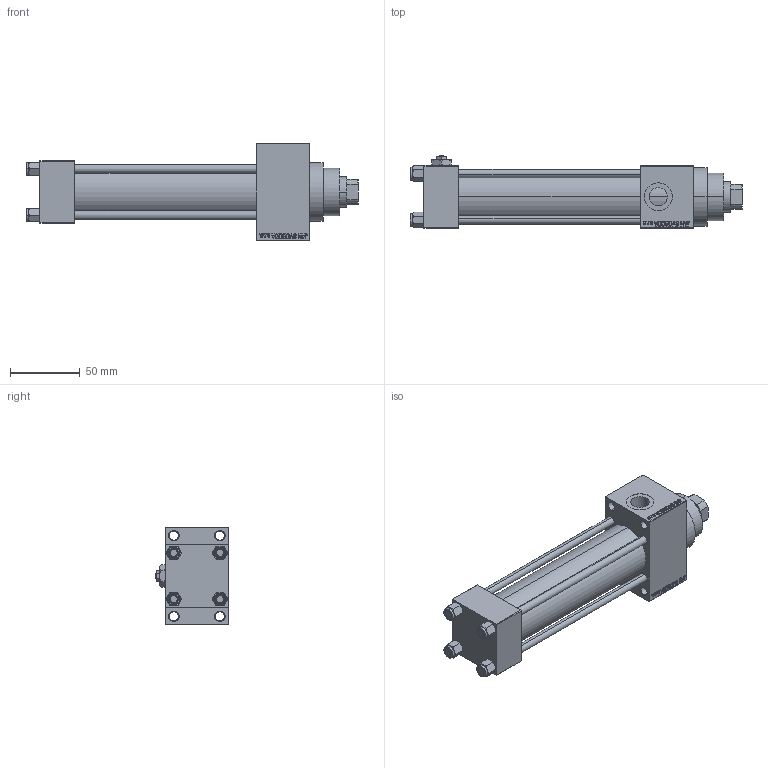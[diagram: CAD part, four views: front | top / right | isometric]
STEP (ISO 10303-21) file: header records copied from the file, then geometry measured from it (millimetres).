
FILE_DESCRIPTION (( 'STEP AP203' ), '1' );
FILE_NAME ('d533.STEP', '2023-08-22T23:07:20', ( '' ), ( '' ), 'SwSTEP 2.0', 'SolidWorks 2019', '' );
FILE_SCHEMA (( 'CONFIG_CONTROL_DESIGN' ));
Length unit declared in the file: millimetre
Products named in the file (7): V215CR_D_Body 05651bcc3c5a292cc88c386379465352; V215_VC_A 05651bcc3c5a292cc88c386379465352; Zatka_pro_OIL_PORT 05651bcc3c5a292cc88c386379465352; NUT_M5_D 05651bcc3c5a292cc88c386379465352; V215CR_D_TYCINKA 05651bcc3c5a292cc88c386379465352; V215CR_VCP_D 05651bcc3c5a292cc88c386379465352; d533
Assembly tree (12 placements, depth 2):
  d533
    V215CR_D_Body 05651bcc3c5a292cc88c386379465352
    V215CR_VCP_D 05651bcc3c5a292cc88c386379465352
    NUT_M5_D 05651bcc3c5a292cc88c386379465352  x4
    V215CR_D_TYCINKA 05651bcc3c5a292cc88c386379465352  x4
    V215_VC_A 05651bcc3c5a292cc88c386379465352
    Zatka_pro_OIL_PORT 05651bcc3c5a292cc88c386379465352
Bounding box: 238 x 52 x 70 mm (x, y, z)
Volume: 309583.5 mm3; surface area: 109722.4 mm2
Topology: 12 solids, 12 shells, 1145 faces, 2841 edges, 1833 vertices
Faces by surface type: plane 518, bspline 368, cone 162, cylinder 89, torus 8
Entity records: 48572 total; most frequent: CARTESIAN_POINT 25481, ORIENTED_EDGE 5174, DIRECTION 3351, EDGE_CURVE 2587, VERTEX_POINT 1689, VECTOR 1537, LINE 1537, EDGE_LOOP 1158
